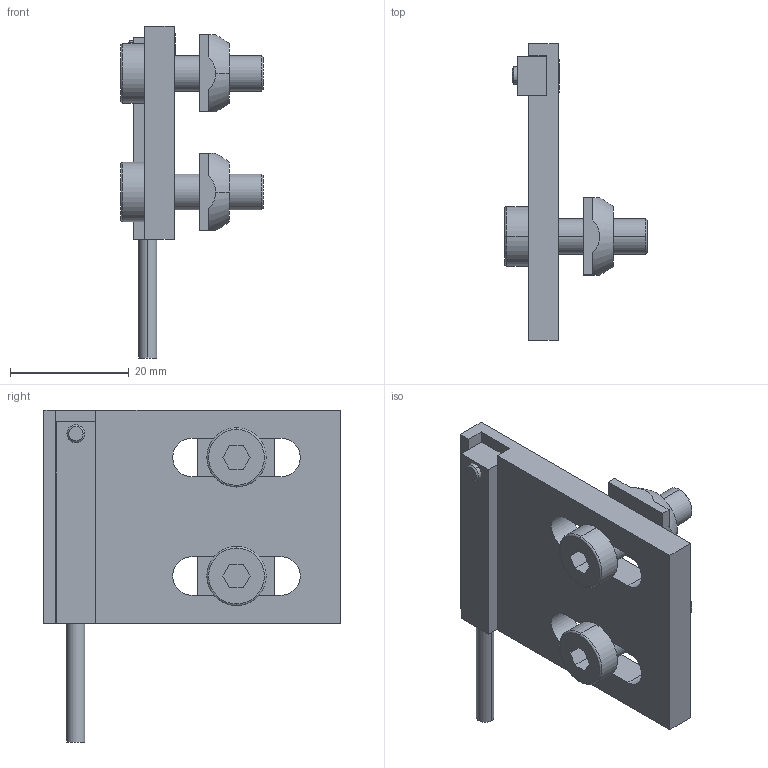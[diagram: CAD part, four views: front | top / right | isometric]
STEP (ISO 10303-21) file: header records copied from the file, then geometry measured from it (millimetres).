
FILE_DESCRIPTION (( 'STEP AP203' ), '1' );
FILE_NAME ('800.040.057.STEP', '2015-02-11T09:05:08', ( '' ), ( '' ), 'SwSTEP 2.0', 'SolidWorks 2012', '' );
FILE_SCHEMA (( 'CONFIG_CONTROL_DESIGN' ));
Length unit declared in the file: millimetre
Products named in the file (6): 084.302.000 DADI ALUSIC 13x13 SX_084.302.003; PRT.161.01; 084.301.000 VITI ALUSIC_084.301.001; 800.040.057; sensore; socket countersunk head screw_iso_ISO 10642 - M3 x 8 --- 8N
Assembly tree (7 placements, depth 2):
  800.040.057
    PRT.161.01
    084.301.000 VITI ALUSIC_084.301.001  x2
    084.302.000 DADI ALUSIC 13x13 SX_084.302.003  x2
    socket countersunk head screw_iso_ISO 10642 - M3 x 8 --- 8N
    sensore
Bounding box: 24 x 50 x 56 mm (x, y, z)
Volume: 10909.6 mm3; surface area: 8271.9 mm2
Topology: 7 solids, 7 shells, 127 faces, 296 edges, 187 vertices
Faces by surface type: plane 75, cylinder 28, cone 14, torus 10
Entity records: 3462 total; most frequent: CARTESIAN_POINT 534, DIRECTION 498, ORIENTED_EDGE 440, EDGE_CURVE 220, AXIS2_PLACEMENT_3D 179, VECTOR 140, LINE 140, VERTEX_POINT 139
